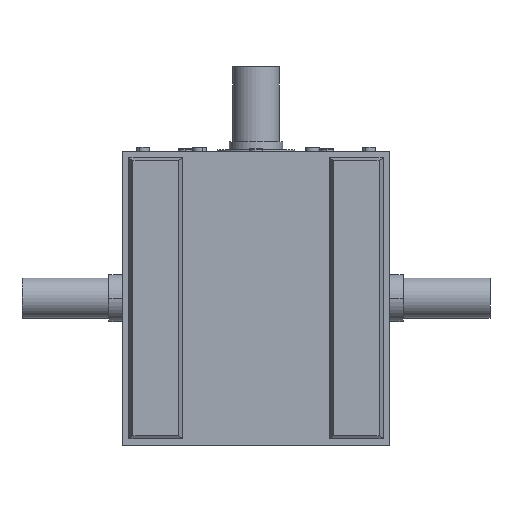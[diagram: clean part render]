
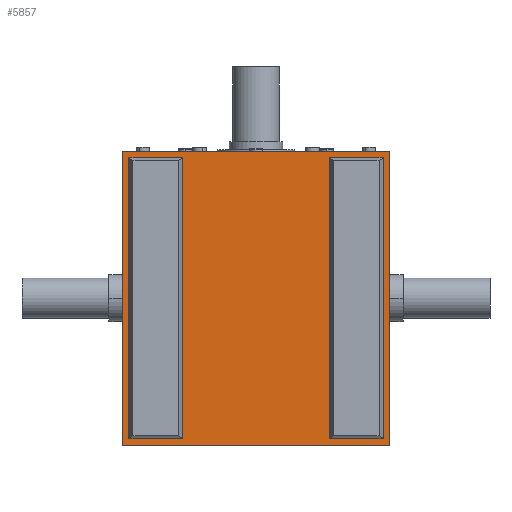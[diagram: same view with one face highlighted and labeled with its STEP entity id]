
A CAD part, front view. The second image highlights one B-rep face of the part: STEP entity #5857.
In plain terms, the highlighted planar face has unit normal (0, -1, 0).
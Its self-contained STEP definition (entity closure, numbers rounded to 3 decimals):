
#18 = ORIENTED_EDGE ( 'NONE', *, *, #7140, .F. ) ;
#87 = EDGE_LOOP ( 'NONE', ( #10985, #2749, #10957, #13131 ) ) ;
#256 = VERTEX_POINT ( 'NONE', #1716 ) ;
#409 = EDGE_CURVE ( 'NONE', #256, #4276, #9529, .T. ) ;
#437 = DIRECTION ( 'NONE',  ( 0., 1., 0. ) ) ;
#555 = DIRECTION ( 'NONE',  ( 0., 0., 1. ) ) ;
#648 = LINE ( 'NONE', #6255, #13744 ) ;
#686 = CARTESIAN_POINT ( 'NONE',  ( -95., -93., -110. ) ) ;
#960 = CARTESIAN_POINT ( 'NONE',  ( -100., -93., -105. ) ) ;
#1270 = CARTESIAN_POINT ( 'NONE',  ( -95., -93., 105. ) ) ;
#1644 = EDGE_LOOP ( 'NONE', ( #6432, #11446, #3737, #11851 ) ) ;
#1686 = FACE_OUTER_BOUND ( 'NONE', #1644, .T. ) ;
#1716 = CARTESIAN_POINT ( 'NONE',  ( -95., -93., -105. ) ) ;
#1752 = DIRECTION ( 'NONE',  ( -1., 0., 0. ) ) ;
#2316 = VERTEX_POINT ( 'NONE', #5313 ) ;
#2471 = CARTESIAN_POINT ( 'NONE',  ( 100., -93., 110. ) ) ;
#2516 = EDGE_CURVE ( 'NONE', #8072, #5526, #12626, .T. ) ;
#2749 = ORIENTED_EDGE ( 'NONE', *, *, #2516, .T. ) ;
#2788 = DIRECTION ( 'NONE',  ( 0., 0., 1. ) ) ;
#2890 = EDGE_CURVE ( 'NONE', #4276, #5526, #4310, .T. ) ;
#3227 = CARTESIAN_POINT ( 'NONE',  ( -100., -93., -110. ) ) ;
#3234 = CARTESIAN_POINT ( 'NONE',  ( -100., -93., -110. ) ) ;
#3737 = ORIENTED_EDGE ( 'NONE', *, *, #9772, .F. ) ;
#3857 = EDGE_CURVE ( 'NONE', #11113, #7972, #4572, .T. ) ;
#3893 = VECTOR ( 'NONE', #13635, 1000. ) ;
#4160 = CARTESIAN_POINT ( 'NONE',  ( 95., -93., -105. ) ) ;
#4175 = VECTOR ( 'NONE', #2788, 1000. ) ;
#4276 = VERTEX_POINT ( 'NONE', #13380 ) ;
#4310 = LINE ( 'NONE', #15013, #4175 ) ;
#4562 = DIRECTION ( 'NONE',  ( 0., 0., 1. ) ) ;
#4572 = LINE ( 'NONE', #12608, #8319 ) ;
#5085 = EDGE_CURVE ( 'NONE', #10355, #8938, #15228, .T. ) ;
#5168 = EDGE_LOOP ( 'NONE', ( #10938, #18, #11832, #12054 ) ) ;
#5313 = CARTESIAN_POINT ( 'NONE',  ( -100., -93., -110. ) ) ;
#5526 = VERTEX_POINT ( 'NONE', #13860 ) ;
#5821 = EDGE_CURVE ( 'NONE', #10710, #10355, #10781, .T. ) ;
#5857 = ADVANCED_FACE ( 'NONE', ( #8377, #15255, #1686 ), #9610, .F. ) ;
#6107 = VERTEX_POINT ( 'NONE', #10850 ) ;
#6255 = CARTESIAN_POINT ( 'NONE',  ( 95., -93., -110. ) ) ;
#6262 = VERTEX_POINT ( 'NONE', #4160 ) ;
#6432 = ORIENTED_EDGE ( 'NONE', *, *, #5821, .T. ) ;
#6859 = CARTESIAN_POINT ( 'NONE',  ( 100., -93., -110. ) ) ;
#7140 = EDGE_CURVE ( 'NONE', #6262, #7972, #648, .T. ) ;
#7293 = CARTESIAN_POINT ( 'NONE',  ( -100., -93., -110. ) ) ;
#7374 = LINE ( 'NONE', #15581, #10202 ) ;
#7473 = VECTOR ( 'NONE', #10575, 1000. ) ;
#7498 = EDGE_CURVE ( 'NONE', #256, #8072, #12910, .T. ) ;
#7544 = DIRECTION ( 'NONE',  ( 0., 0., 1. ) ) ;
#7972 = VERTEX_POINT ( 'NONE', #9203 ) ;
#8072 = VERTEX_POINT ( 'NONE', #1270 ) ;
#8215 = VECTOR ( 'NONE', #15105, 1000. ) ;
#8248 = CARTESIAN_POINT ( 'NONE',  ( -100., -93., 105. ) ) ;
#8319 = VECTOR ( 'NONE', #16537, 1000. ) ;
#8377 = FACE_BOUND ( 'NONE', #5168, .T. ) ;
#8938 = VERTEX_POINT ( 'NONE', #13908 ) ;
#9203 = CARTESIAN_POINT ( 'NONE',  ( 95., -93., 105. ) ) ;
#9258 = DIRECTION ( 'NONE',  ( 1., 0., 0. ) ) ;
#9529 = LINE ( 'NONE', #16233, #16147 ) ;
#9574 = DIRECTION ( 'NONE',  ( 1., 0., 0. ) ) ;
#9610 = PLANE ( 'NONE',  #15003 ) ;
#9772 = EDGE_CURVE ( 'NONE', #2316, #8938, #14195, .T. ) ;
#9821 = VECTOR ( 'NONE', #9574, 1000. ) ;
#10202 = VECTOR ( 'NONE', #7544, 1000. ) ;
#10355 = VERTEX_POINT ( 'NONE', #2471 ) ;
#10575 = DIRECTION ( 'NONE',  ( 0., 0., 1. ) ) ;
#10597 = DIRECTION ( 'NONE',  ( 1., 0., 0. ) ) ;
#10710 = VERTEX_POINT ( 'NONE', #11956 ) ;
#10781 = LINE ( 'NONE', #6859, #3893 ) ;
#10850 = CARTESIAN_POINT ( 'NONE',  ( 55., -93., -105. ) ) ;
#10938 = ORIENTED_EDGE ( 'NONE', *, *, #3857, .T. ) ;
#10957 = ORIENTED_EDGE ( 'NONE', *, *, #2890, .F. ) ;
#10985 = ORIENTED_EDGE ( 'NONE', *, *, #7498, .T. ) ;
#11113 = VERTEX_POINT ( 'NONE', #11843 ) ;
#11145 = DIRECTION ( 'NONE',  ( 1., 0., 0. ) ) ;
#11446 = ORIENTED_EDGE ( 'NONE', *, *, #5085, .T. ) ;
#11602 = EDGE_CURVE ( 'NONE', #10710, #2316, #13949, .T. ) ;
#11832 = ORIENTED_EDGE ( 'NONE', *, *, #12265, .F. ) ;
#11843 = CARTESIAN_POINT ( 'NONE',  ( 55., -93., 105. ) ) ;
#11851 = ORIENTED_EDGE ( 'NONE', *, *, #11602, .F. ) ;
#11900 = VECTOR ( 'NONE', #1752, 1000. ) ;
#11956 = CARTESIAN_POINT ( 'NONE',  ( 100., -93., -110. ) ) ;
#12054 = ORIENTED_EDGE ( 'NONE', *, *, #15829, .T. ) ;
#12265 = EDGE_CURVE ( 'NONE', #6107, #6262, #16039, .T. ) ;
#12608 = CARTESIAN_POINT ( 'NONE',  ( -100., -93., 105. ) ) ;
#12626 = LINE ( 'NONE', #8248, #9821 ) ;
#12910 = LINE ( 'NONE', #686, #7473 ) ;
#12996 = VECTOR ( 'NONE', #10597, 1000. ) ;
#13131 = ORIENTED_EDGE ( 'NONE', *, *, #409, .F. ) ;
#13380 = CARTESIAN_POINT ( 'NONE',  ( -55., -93., -105. ) ) ;
#13635 = DIRECTION ( 'NONE',  ( 0., 0., 1. ) ) ;
#13744 = VECTOR ( 'NONE', #555, 1000. ) ;
#13860 = CARTESIAN_POINT ( 'NONE',  ( -55., -93., 105. ) ) ;
#13908 = CARTESIAN_POINT ( 'NONE',  ( -100., -93., 110. ) ) ;
#13949 = LINE ( 'NONE', #3234, #8215 ) ;
#13973 = CARTESIAN_POINT ( 'NONE',  ( -100., -93., 110. ) ) ;
#14195 = LINE ( 'NONE', #3227, #14288 ) ;
#14288 = VECTOR ( 'NONE', #4562, 1000. ) ;
#15003 = AXIS2_PLACEMENT_3D ( 'NONE', #7293, #437, #11145 ) ;
#15013 = CARTESIAN_POINT ( 'NONE',  ( -55., -93., -110. ) ) ;
#15105 = DIRECTION ( 'NONE',  ( -1., 0., 0. ) ) ;
#15228 = LINE ( 'NONE', #13973, #11900 ) ;
#15255 = FACE_BOUND ( 'NONE', #87, .T. ) ;
#15581 = CARTESIAN_POINT ( 'NONE',  ( 55., -93., -110. ) ) ;
#15829 = EDGE_CURVE ( 'NONE', #6107, #11113, #7374, .T. ) ;
#16039 = LINE ( 'NONE', #960, #12996 ) ;
#16147 = VECTOR ( 'NONE', #9258, 1000. ) ;
#16233 = CARTESIAN_POINT ( 'NONE',  ( -100., -93., -105. ) ) ;
#16537 = DIRECTION ( 'NONE',  ( 1., 0., 0. ) ) ;
